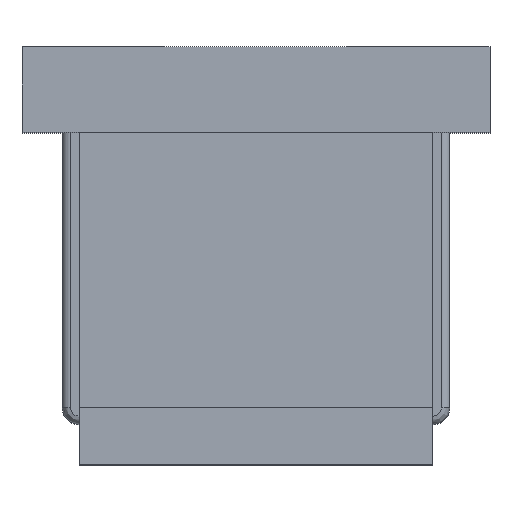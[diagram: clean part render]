
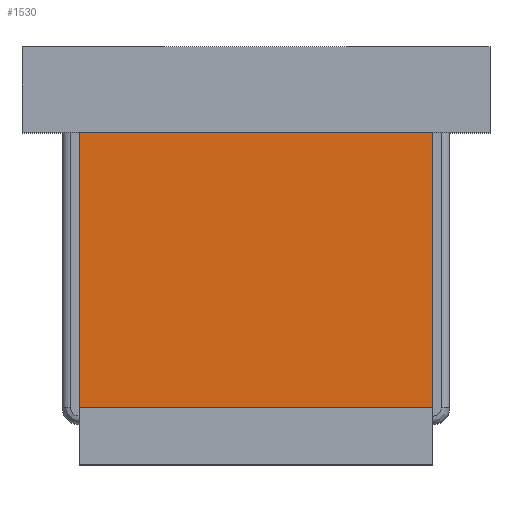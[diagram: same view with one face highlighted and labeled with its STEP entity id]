
A CAD part, top view. The second image highlights one B-rep face of the part: STEP entity #1530.
In plain terms, the highlighted planar face has unit normal (0, 0, 1).
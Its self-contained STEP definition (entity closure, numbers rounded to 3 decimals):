
#40 = VERTEX_POINT ( 'NONE', #1285 ) ;
#46 = VERTEX_POINT ( 'NONE', #1294 ) ;
#193 = AXIS2_PLACEMENT_3D ( 'NONE', #1642, #1649, #1650 ) ;
#341 = LINE ( 'NONE', #1487, #1730 ) ;
#343 = LINE ( 'NONE', #1505, #1735 ) ;
#346 = LINE ( 'NONE', #1862, #1742 ) ;
#396 = LINE ( 'NONE', #528, #1696 ) ;
#421 = FACE_OUTER_BOUND ( 'NONE', #1609, .T. ) ;
#527 = DIRECTION ( 'NONE',  ( -1., 0., 0. ) ) ;
#528 = CARTESIAN_POINT ( 'NONE',  ( -1.395, 1.97, 1.275 ) ) ;
#568 = VERTEX_POINT ( 'NONE', #1389 ) ;
#579 = VERTEX_POINT ( 'NONE', #1395 ) ;
#1032 = EDGE_CURVE ( 'NONE', #40, #46, #341, .T. ) ;
#1034 = EDGE_CURVE ( 'NONE', #568, #579, #343, .T. ) ;
#1037 = EDGE_CURVE ( 'NONE', #579, #40, #346, .T. ) ;
#1146 = ORIENTED_EDGE ( 'NONE', *, *, #1032, .F. ) ;
#1147 = ORIENTED_EDGE ( 'NONE', *, *, #1034, .F. ) ;
#1148 = ORIENTED_EDGE ( 'NONE', *, *, #1520, .T. ) ;
#1150 = ORIENTED_EDGE ( 'NONE', *, *, #1037, .F. ) ;
#1285 = CARTESIAN_POINT ( 'NONE',  ( -1.055, 0.33, 1.275 ) ) ;
#1294 = CARTESIAN_POINT ( 'NONE',  ( -1.055, 1.97, 1.275 ) ) ;
#1389 = CARTESIAN_POINT ( 'NONE',  ( 1.055, 1.97, 1.275 ) ) ;
#1395 = CARTESIAN_POINT ( 'NONE',  ( 1.055, 0.33, 1.275 ) ) ;
#1487 = CARTESIAN_POINT ( 'NONE',  ( -1.055, 1.97, 1.275 ) ) ;
#1504 = DIRECTION ( 'NONE',  ( 0., 1., 0. ) ) ;
#1505 = CARTESIAN_POINT ( 'NONE',  ( 1.055, 1.97, 1.275 ) ) ;
#1520 = EDGE_CURVE ( 'NONE', #568, #46, #396, .T. ) ;
#1530 = ADVANCED_FACE ( 'NONE', ( #421 ), #1648, .F. ) ;
#1609 = EDGE_LOOP ( 'NONE', ( #1147, #1148, #1146, #1150 ) ) ;
#1642 = CARTESIAN_POINT ( 'NONE',  ( -1.055, 1.97, 1.275 ) ) ;
#1648 = PLANE ( 'NONE',  #193 ) ;
#1649 = DIRECTION ( 'NONE',  ( 0., 0., -1. ) ) ;
#1650 = DIRECTION ( 'NONE',  ( -1., 0., 0. ) ) ;
#1696 = VECTOR ( 'NONE', #527, 1000. ) ;
#1730 = VECTOR ( 'NONE', #1504, 1000. ) ;
#1735 = VECTOR ( 'NONE', #1870, 1000. ) ;
#1742 = VECTOR ( 'NONE', #1860, 1000. ) ;
#1860 = DIRECTION ( 'NONE',  ( -1., 0., 0. ) ) ;
#1862 = CARTESIAN_POINT ( 'NONE',  ( -1.055, 0.33, 1.275 ) ) ;
#1870 = DIRECTION ( 'NONE',  ( 0., -1., 0. ) ) ;
